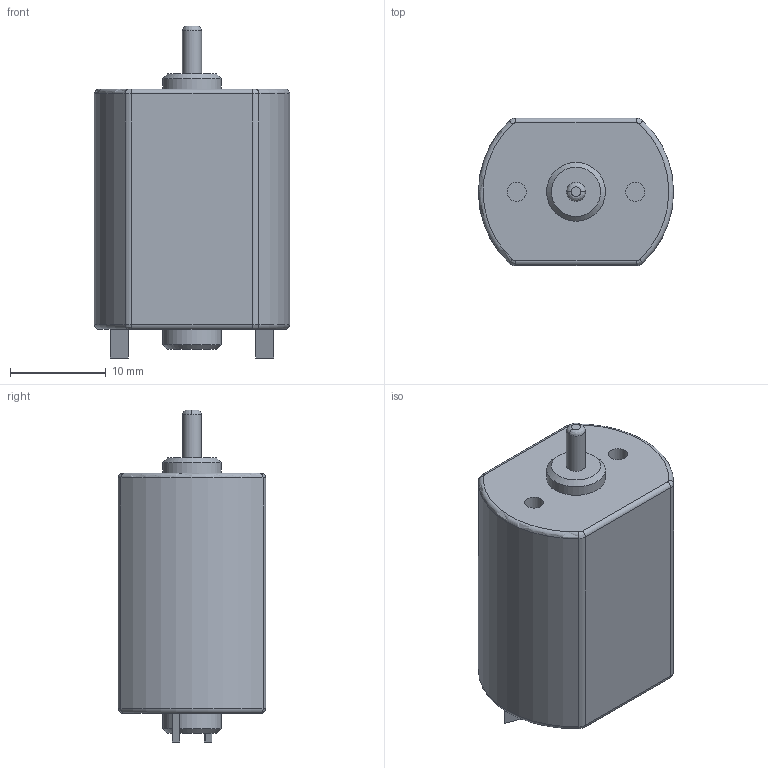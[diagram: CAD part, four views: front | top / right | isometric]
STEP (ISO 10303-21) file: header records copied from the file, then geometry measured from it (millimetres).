
FILE_DESCRIPTION(/* description */ (''),/* implementation_level */ '2;1');
FILE_NAME(/* name */ 'Internal Motor.ipt.step',/* time_stamp */ '2020-04-16T23:15:40-04:00',/* author */ ('Hannah'),/* organization */ (''),/* preprocessor_version */ 'ST-DEVELOPER v17',/* originating_system */ 'Autodesk Inventor 2019',/* authorisation */ '');
FILE_SCHEMA (('AUTOMOTIVE_DESIGN { 1 0 10303 214 3 1 1 }'));
Length unit declared in the file: inch
Products named in the file (1): Internal Motor
Bounding box: 20.4 x 15.4 x 34.7 mm (x, y, z)
Volume: 7142.4 mm3; surface area: 2244.5 mm2
Topology: 1 solids, 1 shells, 50 faces, 115 edges, 74 vertices
Faces by surface type: plane 19, cylinder 15, bspline 10, torus 4, cone 2
Full cylindrical faces by diameter (mm): 2 x3, 6.15 x2
Entity records: 1923 total; most frequent: CARTESIAN_POINT 722, DIRECTION 263, ORIENTED_EDGE 230, EDGE_CURVE 115, AXIS2_PLACEMENT_3D 108, VERTEX_POINT 74, CIRCLE 66, EDGE_LOOP 57
